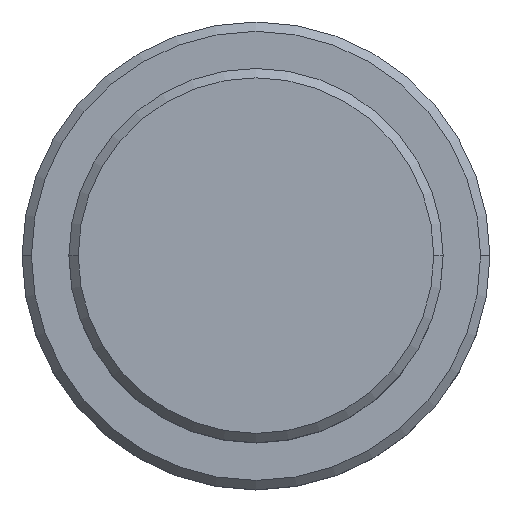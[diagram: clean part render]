
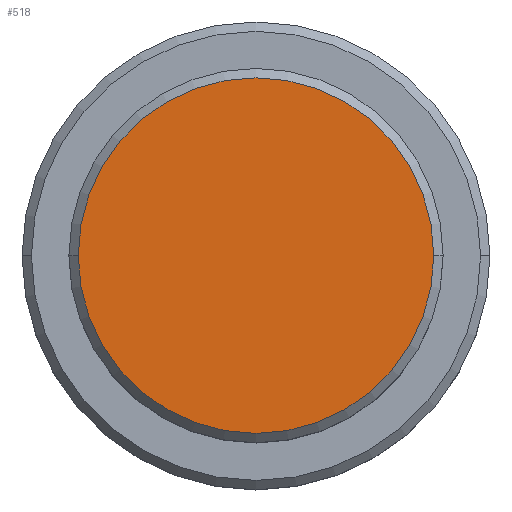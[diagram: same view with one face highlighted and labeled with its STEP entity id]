
A CAD part, top view. The second image highlights one B-rep face of the part: STEP entity #518.
In plain terms, the highlighted planar face has unit normal (0, 0, 1).
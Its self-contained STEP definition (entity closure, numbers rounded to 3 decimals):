
#23 = DIRECTION ( 'NONE',  ( 1., 0., 0. ) ) ;
#30 = EDGE_LOOP ( 'NONE', ( #376, #427 ) ) ;
#131 = PLANE ( 'NONE',  #915 ) ;
#181 = AXIS2_PLACEMENT_3D ( 'NONE', #536, #428, #738 ) ;
#282 = CARTESIAN_POINT ( 'NONE',  ( 9.5, 0., 0. ) ) ;
#339 = VERTEX_POINT ( 'NONE', #282 ) ;
#340 = CARTESIAN_POINT ( 'NONE',  ( 0., 0., 0. ) ) ;
#361 = DIRECTION ( 'NONE',  ( 0., 0., 1. ) ) ;
#376 = ORIENTED_EDGE ( 'NONE', *, *, #846, .T. ) ;
#427 = ORIENTED_EDGE ( 'NONE', *, *, #1199, .T. ) ;
#428 = DIRECTION ( 'NONE',  ( 0., 0., 1. ) ) ;
#518 = ADVANCED_FACE ( 'NONE', ( #1093 ), #131, .T. ) ;
#532 = DIRECTION ( 'NONE',  ( 1., 0., 0. ) ) ;
#536 = CARTESIAN_POINT ( 'NONE',  ( 0., 0., 0. ) ) ;
#702 = CARTESIAN_POINT ( 'NONE',  ( -9.5, 0., 0. ) ) ;
#738 = DIRECTION ( 'NONE',  ( 1., 0., 0. ) ) ;
#792 = CIRCLE ( 'NONE', #181, 9.5 ) ;
#846 = EDGE_CURVE ( 'NONE', #1012, #339, #1261, .T. ) ;
#892 = AXIS2_PLACEMENT_3D ( 'NONE', #908, #361, #23 ) ;
#908 = CARTESIAN_POINT ( 'NONE',  ( 0., 0., 0. ) ) ;
#915 = AXIS2_PLACEMENT_3D ( 'NONE', #340, #1202, #532 ) ;
#1012 = VERTEX_POINT ( 'NONE', #702 ) ;
#1093 = FACE_OUTER_BOUND ( 'NONE', #30, .T. ) ;
#1199 = EDGE_CURVE ( 'NONE', #339, #1012, #792, .T. ) ;
#1202 = DIRECTION ( 'NONE',  ( 0., 0., 1. ) ) ;
#1261 = CIRCLE ( 'NONE', #892, 9.5 ) ;
